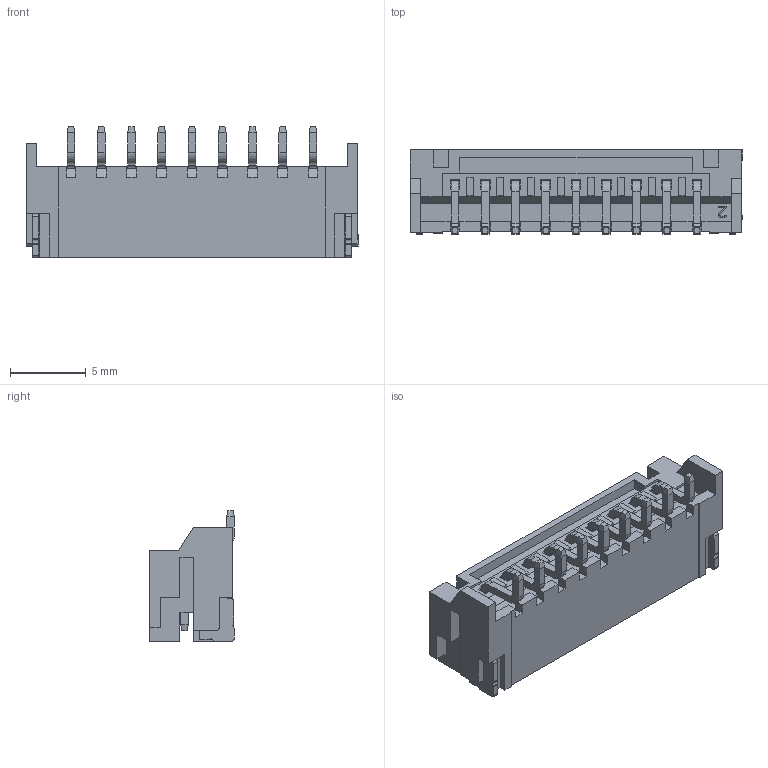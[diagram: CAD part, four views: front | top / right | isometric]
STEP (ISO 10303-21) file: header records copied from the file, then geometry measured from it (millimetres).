
FILE_DESCRIPTION((''),'2;1');
FILE_NAME('200-WTB-F-RA-SMT-CONN-9P','2022-08-16T15:22:08',('Administrator'),(''),'CREO PARAMETRIC BY PTC INC, 2020033','CREO PARAMETRIC BY PTC INC, 2020033','');
FILE_SCHEMA(('CONFIG_CONTROL_DESIGN'));
Length unit declared in the file: millimetre
Products named in the file (1): 200-WTB-F-RA-SMT-CONN-9P
Bounding box: 21.95 x 5.6 x 8.65 mm (x, y, z)
Volume: 305 mm3; surface area: 1097.2 mm2
Topology: 1 solids, 1 shells, 694 faces, 1921 edges, 1236 vertices
Faces by surface type: plane 597, cylinder 97
Entity records: 21773 total; most frequent: CARTESIAN_POINT 3851, ORIENTED_EDGE 3842, DIRECTION 3503, EDGE_CURVE 1921, VECTOR 1727, LINE 1727, VERTEX_POINT 1236, AXIS2_PLACEMENT_3D 888
